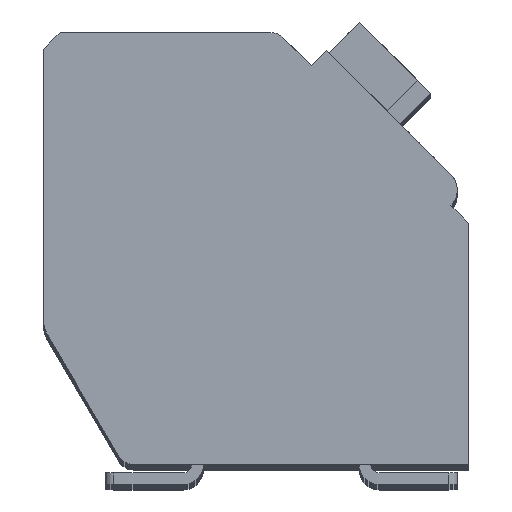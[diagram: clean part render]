
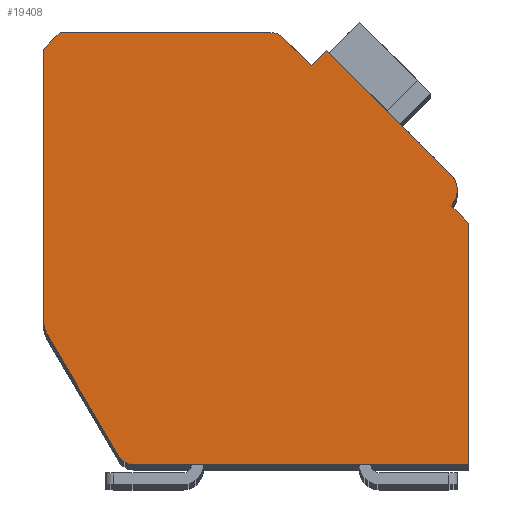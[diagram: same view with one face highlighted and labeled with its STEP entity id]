
A CAD part, top view. The second image highlights one B-rep face of the part: STEP entity #19408.
In plain terms, the highlighted planar face has unit normal (0, 0, 1).
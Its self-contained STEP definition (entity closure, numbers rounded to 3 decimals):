
#731=DIRECTION('',(0.,-1.,0.));
#732=VECTOR('',#731,8.053);
#733=CARTESIAN_POINT('',(-12.7,12.4,2.1));
#734=LINE('',#733,#732);
#735=DIRECTION('',(-0.707,-0.707,0.));
#736=VECTOR('',#735,0.707);
#737=CARTESIAN_POINT('',(-12.2,12.9,2.1));
#738=LINE('',#737,#736);
#739=DIRECTION('',(-1.,0.,0.));
#740=VECTOR('',#739,6.298);
#741=CARTESIAN_POINT('',(-5.902,12.9,2.1));
#742=LINE('',#741,#740);
#743=CARTESIAN_POINT('',(-5.902,12.4,2.1));
#744=DIRECTION('',(0.,0.,1.));
#745=DIRECTION('',(0.707,0.707,0.));
#746=AXIS2_PLACEMENT_3D('',#743,#744,#745);
#748=DIRECTION('',(-0.707,0.707,0.));
#749=VECTOR('',#748,1.197);
#750=CARTESIAN_POINT('',(-4.702,11.907,2.1));
#751=LINE('',#750,#749);
#752=DIRECTION('',(-0.707,-0.707,0.));
#753=VECTOR('',#752,0.65);
#754=CARTESIAN_POINT('',(-4.243,12.367,2.1));
#755=LINE('',#754,#753);
#756=DIRECTION('',(-0.707,0.707,0.));
#757=VECTOR('',#756,5.25);
#758=CARTESIAN_POINT('',(-0.53,8.655,2.1));
#759=LINE('',#758,#757);
#760=CARTESIAN_POINT('',(-0.99,8.195,2.1));
#761=DIRECTION('',(0.,0.,1.));
#762=DIRECTION('',(0.707,-0.707,0.));
#763=AXIS2_PLACEMENT_3D('',#760,#761,#762);
#765=DIRECTION('',(-0.707,0.707,0.));
#766=VECTOR('',#765,0.75);
#767=CARTESIAN_POINT('',(0.,7.205,2.1));
#768=LINE('',#767,#766);
#769=DIRECTION('',(0.,1.,0.));
#770=VECTOR('',#769,7.205);
#771=CARTESIAN_POINT('',(0.,0.,2.1));
#772=LINE('',#771,#770);
#773=DIRECTION('',(1.,0.,0.));
#774=VECTOR('',#773,10.014);
#775=CARTESIAN_POINT('',(-10.014,0.,2.1));
#776=LINE('',#775,#774);
#777=CARTESIAN_POINT('',(-10.014,0.5,2.1));
#778=DIRECTION('',(0.,0.,1.));
#779=DIRECTION('',(-0.862,-0.508,0.));
#780=AXIS2_PLACEMENT_3D('',#777,#778,#779);
#782=DIRECTION('',(0.508,-0.862,0.));
#783=VECTOR('',#782,4.17);
#784=CARTESIAN_POINT('',(-12.562,3.839,2.1));
#785=LINE('',#784,#783);
#786=CARTESIAN_POINT('',(-11.7,4.347,2.1));
#787=DIRECTION('',(0.,0.,1.));
#788=DIRECTION('',(-1.,0.,0.));
#789=AXIS2_PLACEMENT_3D('',#786,#787,#788);
#14339=CARTESIAN_POINT('',(-12.7,12.4,2.1));
#14340=CARTESIAN_POINT('',(-12.7,4.347,2.1));
#14341=VERTEX_POINT('',#14339);
#14342=VERTEX_POINT('',#14340);
#14343=CARTESIAN_POINT('',(-12.562,3.839,2.1));
#14344=VERTEX_POINT('',#14343);
#14345=CARTESIAN_POINT('',(-10.445,0.246,2.1));
#14346=VERTEX_POINT('',#14345);
#14347=CARTESIAN_POINT('',(-10.014,0.,2.1));
#14348=VERTEX_POINT('',#14347);
#14349=CARTESIAN_POINT('',(0.,0.,2.1));
#14350=VERTEX_POINT('',#14349);
#14351=CARTESIAN_POINT('',(0.,7.205,2.1));
#14352=VERTEX_POINT('',#14351);
#14353=CARTESIAN_POINT('',(-0.53,7.735,2.1));
#14354=VERTEX_POINT('',#14353);
#14355=CARTESIAN_POINT('',(-0.53,8.655,2.1));
#14356=VERTEX_POINT('',#14355);
#14357=CARTESIAN_POINT('',(-4.243,12.367,2.1));
#14358=VERTEX_POINT('',#14357);
#14359=CARTESIAN_POINT('',(-4.702,11.907,2.1));
#14360=VERTEX_POINT('',#14359);
#14361=CARTESIAN_POINT('',(-5.548,12.754,2.1));
#14362=VERTEX_POINT('',#14361);
#14363=CARTESIAN_POINT('',(-5.902,12.9,2.1));
#14364=VERTEX_POINT('',#14363);
#14365=CARTESIAN_POINT('',(-12.2,12.9,2.1));
#14366=VERTEX_POINT('',#14365);
#19376=CARTESIAN_POINT('',(0.,0.,2.1));
#19377=DIRECTION('',(0.,0.,1.));
#19378=DIRECTION('',(1.,0.,0.));
#19379=AXIS2_PLACEMENT_3D('',#19376,#19377,#19378);
#19380=PLANE('',#19379);
#19381=ORIENTED_EDGE('',*,*,#18721,.F.);
#19383=ORIENTED_EDGE('',*,*,#19382,.F.);
#19385=ORIENTED_EDGE('',*,*,#19384,.F.);
#19387=ORIENTED_EDGE('',*,*,#19386,.F.);
#19389=ORIENTED_EDGE('',*,*,#19388,.F.);
#19391=ORIENTED_EDGE('',*,*,#19390,.F.);
#19393=ORIENTED_EDGE('',*,*,#19392,.F.);
#19395=ORIENTED_EDGE('',*,*,#19394,.F.);
#19397=ORIENTED_EDGE('',*,*,#19396,.F.);
#19399=ORIENTED_EDGE('',*,*,#19398,.F.);
#19401=ORIENTED_EDGE('',*,*,#19400,.F.);
#19403=ORIENTED_EDGE('',*,*,#19402,.F.);
#19404=ORIENTED_EDGE('',*,*,#19080,.F.);
#19405=ORIENTED_EDGE('',*,*,#18853,.F.);
#19406=EDGE_LOOP('',(#19381,#19383,#19385,#19387,#19389,#19391,#19393,#19395,
#19397,#19399,#19401,#19403,#19404,#19405));
#19407=FACE_OUTER_BOUND('',#19406,.F.);
#747=CIRCLE('',#746,0.5);
#764=CIRCLE('',#763,0.65);
#781=CIRCLE('',#780,0.5);
#790=CIRCLE('',#789,1.);
#18721=EDGE_CURVE('',#14341,#14342,#734,.T.);
#18853=EDGE_CURVE('',#14342,#14344,#790,.T.);
#19080=EDGE_CURVE('',#14344,#14346,#785,.T.);
#19382=EDGE_CURVE('',#14366,#14341,#738,.T.);
#19384=EDGE_CURVE('',#14364,#14366,#742,.T.);
#19386=EDGE_CURVE('',#14362,#14364,#747,.T.);
#19388=EDGE_CURVE('',#14360,#14362,#751,.T.);
#19390=EDGE_CURVE('',#14358,#14360,#755,.T.);
#19392=EDGE_CURVE('',#14356,#14358,#759,.T.);
#19394=EDGE_CURVE('',#14354,#14356,#764,.T.);
#19396=EDGE_CURVE('',#14352,#14354,#768,.T.);
#19398=EDGE_CURVE('',#14350,#14352,#772,.T.);
#19400=EDGE_CURVE('',#14348,#14350,#776,.T.);
#19402=EDGE_CURVE('',#14346,#14348,#781,.T.);
#19408=ADVANCED_FACE('',(#19407),#19380,.T.);
